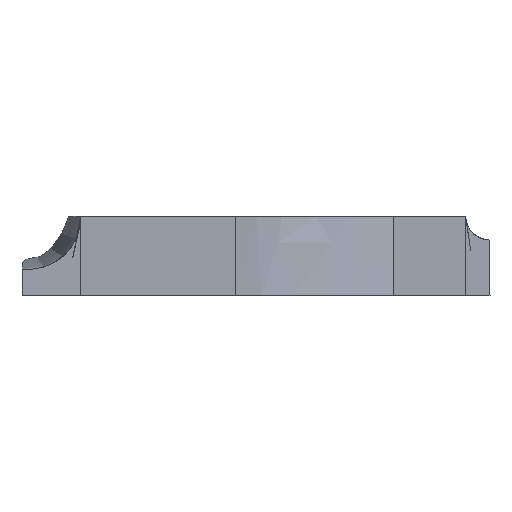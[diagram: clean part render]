
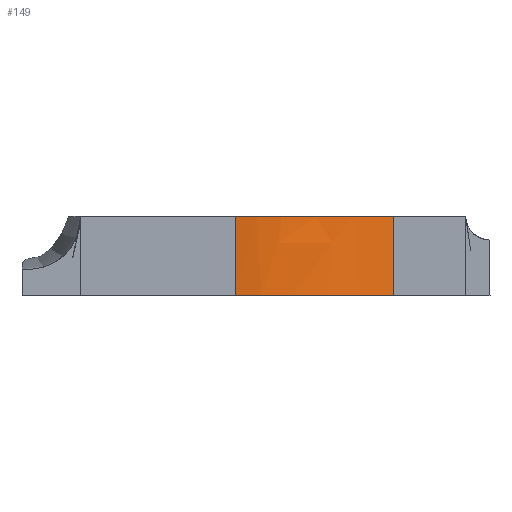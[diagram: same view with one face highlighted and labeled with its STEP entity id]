
A CAD part, left-side view. The second image highlights one B-rep face of the part: STEP entity #149.
In plain terms, the highlighted free-form (B-spline) face has degree [3, 3] with [6, 6] control points.
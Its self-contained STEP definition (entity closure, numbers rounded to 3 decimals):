
#149=ADVANCED_FACE('',(#160),#526,.T.);
#160=FACE_OUTER_BOUND('',#171,.T.);
#171=EDGE_LOOP('',(#203,#204,#205,#206));
#203=ORIENTED_EDGE('',*,*,#379,.T.);
#204=ORIENTED_EDGE('',*,*,#380,.T.);
#205=ORIENTED_EDGE('',*,*,#381,.T.);
#206=ORIENTED_EDGE('',*,*,#382,.T.);
#247=PCURVE('',#526,#291);
#248=PCURVE('',#526,#292);
#249=PCURVE('',#526,#293);
#250=PCURVE('',#526,#294);
#291=DEFINITIONAL_REPRESENTATION('',(#444),#3363);
#292=DEFINITIONAL_REPRESENTATION('',(#446),#3363);
#293=DEFINITIONAL_REPRESENTATION('',(#448),#3363);
#294=DEFINITIONAL_REPRESENTATION('',(#450),#3363);
#335=SURFACE_CURVE('',#443,(#247),.PCURVE_S1.);
#336=SURFACE_CURVE('',#445,(#248),.PCURVE_S1.);
#337=SURFACE_CURVE('',#447,(#249),.PCURVE_S1.);
#338=SURFACE_CURVE('',#449,(#250),.PCURVE_S1.);
#379=EDGE_CURVE('',#503,#506,#335,.T.);
#380=EDGE_CURVE('',#506,#505,#336,.T.);
#381=EDGE_CURVE('',#505,#504,#337,.T.);
#382=EDGE_CURVE('',#504,#503,#338,.T.);
#443=B_SPLINE_CURVE_WITH_KNOTS('',3,(#2358,#2359,#2360,#2361,#2362,#2363),
 .UNSPECIFIED.,.F.,.F.,(4,1,1,4),(0.,24.463,48.926,
73.389),.UNSPECIFIED.);
#444=B_SPLINE_CURVE_WITH_KNOTS('',1,(#2364,#2365),.UNSPECIFIED.,.F.,.F.,
(2,2),(0.,73.389),.UNSPECIFIED.);
#445=B_SPLINE_CURVE_WITH_KNOTS('',3,(#2366,#2367,#2368,#2369,#2370,#2371),
 .UNSPECIFIED.,.F.,.F.,(4,1,1,4),(0.,10.,20.,30.),
 .UNSPECIFIED.);
#446=B_SPLINE_CURVE_WITH_KNOTS('',1,(#2372,#2373),.UNSPECIFIED.,.F.,.F.,
(2,2),(0.,30.),.UNSPECIFIED.);
#447=B_SPLINE_CURVE_WITH_KNOTS('',3,(#2374,#2375,#2376,#2377,#2378,#2379),
 .UNSPECIFIED.,.F.,.F.,(4,1,1,4),(-73.389,-48.926,-24.463,
0.),.UNSPECIFIED.);
#448=B_SPLINE_CURVE_WITH_KNOTS('',1,(#2380,#2381),.UNSPECIFIED.,.F.,.F.,
(2,2),(-73.389,0.),.UNSPECIFIED.);
#449=B_SPLINE_CURVE_WITH_KNOTS('',3,(#2382,#2383,#2384,#2385,#2386,#2387),
 .UNSPECIFIED.,.F.,.F.,(4,1,1,4),(-30.,-20.,-10.,
0.),.UNSPECIFIED.);
#450=B_SPLINE_CURVE_WITH_KNOTS('',1,(#2388,#2389),.UNSPECIFIED.,.F.,.F.,
(2,2),(-30.,0.),.UNSPECIFIED.);
#503=VERTEX_POINT('',#2354);
#504=VERTEX_POINT('',#2355);
#505=VERTEX_POINT('',#2356);
#506=VERTEX_POINT('',#2357);
#526=B_SPLINE_SURFACE_WITH_KNOTS('',3,3,((#2318,#2319,#2320,#2321,#2322,
#2323),(#2324,#2325,#2326,#2327,#2328,#2329),(#2330,#2331,#2332,#2333,#2334,
#2335),(#2336,#2337,#2338,#2339,#2340,#2341),(#2342,#2343,#2344,#2345,#2346,
#2347),(#2348,#2349,#2350,#2351,#2352,#2353)),.UNSPECIFIED.,.F.,.F.,.F.,
(4,1,1,4),(4,1,1,4),(0.,24.463,48.926,73.389),
(0.,10.,20.,30.),.UNSPECIFIED.);
#2318=CARTESIAN_POINT('',(-60.604,89.634,-30.));
#2319=CARTESIAN_POINT('',(-60.604,89.634,-26.667));
#2320=CARTESIAN_POINT('',(-60.604,89.634,-20.));
#2321=CARTESIAN_POINT('',(-60.604,89.634,-10.));
#2322=CARTESIAN_POINT('',(-60.604,89.634,-3.334));
#2323=CARTESIAN_POINT('',(-60.604,89.634,-0.001));
#2324=CARTESIAN_POINT('',(-53.915,85.007,-30.));
#2325=CARTESIAN_POINT('',(-53.915,85.007,-26.667));
#2326=CARTESIAN_POINT('',(-53.915,85.007,-20.));
#2327=CARTESIAN_POINT('',(-53.916,85.006,-10.));
#2328=CARTESIAN_POINT('',(-53.916,85.006,-3.334));
#2329=CARTESIAN_POINT('',(-53.916,85.006,-0.001));
#2330=CARTESIAN_POINT('',(-41.651,74.01,-30.));
#2331=CARTESIAN_POINT('',(-41.652,74.01,-26.667));
#2332=CARTESIAN_POINT('',(-41.653,74.009,-20.));
#2333=CARTESIAN_POINT('',(-41.655,74.007,-10.));
#2334=CARTESIAN_POINT('',(-41.656,74.006,-3.334));
#2335=CARTESIAN_POINT('',(-41.656,74.006,0.));
#2336=CARTESIAN_POINT('',(-27.992,53.507,-30.));
#2337=CARTESIAN_POINT('',(-27.993,53.507,-26.667));
#2338=CARTESIAN_POINT('',(-27.995,53.506,-20.));
#2339=CARTESIAN_POINT('',(-27.997,53.505,-10.));
#2340=CARTESIAN_POINT('',(-27.999,53.504,-3.333));
#2341=CARTESIAN_POINT('',(-28.,53.504,0.));
#2342=CARTESIAN_POINT('',(-22.569,37.954,-30.));
#2343=CARTESIAN_POINT('',(-22.569,37.954,-26.667));
#2344=CARTESIAN_POINT('',(-22.57,37.954,-20.));
#2345=CARTESIAN_POINT('',(-22.571,37.954,-10.));
#2346=CARTESIAN_POINT('',(-22.572,37.953,-3.333));
#2347=CARTESIAN_POINT('',(-22.573,37.953,0.));
#2348=CARTESIAN_POINT('',(-20.876,30.,-30.));
#2349=CARTESIAN_POINT('',(-20.876,30.,-26.667));
#2350=CARTESIAN_POINT('',(-20.876,30.,-20.));
#2351=CARTESIAN_POINT('',(-20.876,30.,-10.));
#2352=CARTESIAN_POINT('',(-20.876,30.,-3.333));
#2353=CARTESIAN_POINT('',(-20.876,30.,0.));
#2354=CARTESIAN_POINT('',(-60.604,89.634,-30.));
#2355=CARTESIAN_POINT('',(-60.604,89.634,-0.001));
#2356=CARTESIAN_POINT('',(-20.876,30.,0.));
#2357=CARTESIAN_POINT('',(-20.876,30.,-30.));
#2358=CARTESIAN_POINT('',(-60.604,89.634,-30.));
#2359=CARTESIAN_POINT('',(-53.915,85.007,-30.));
#2360=CARTESIAN_POINT('',(-41.651,74.01,-30.));
#2361=CARTESIAN_POINT('',(-27.992,53.507,-30.));
#2362=CARTESIAN_POINT('',(-22.569,37.954,-30.));
#2363=CARTESIAN_POINT('',(-20.876,30.,-30.));
#2364=CARTESIAN_POINT('',(0.,0.));
#2365=CARTESIAN_POINT('',(73.389,0.));
#2366=CARTESIAN_POINT('',(-20.876,30.,-30.));
#2367=CARTESIAN_POINT('',(-20.876,30.,-26.667));
#2368=CARTESIAN_POINT('',(-20.876,30.,-20.));
#2369=CARTESIAN_POINT('',(-20.876,30.,-10.));
#2370=CARTESIAN_POINT('',(-20.876,30.,-3.333));
#2371=CARTESIAN_POINT('',(-20.876,30.,0.));
#2372=CARTESIAN_POINT('',(73.389,0.));
#2373=CARTESIAN_POINT('',(73.389,30.));
#2374=CARTESIAN_POINT('',(-20.876,30.,0.));
#2375=CARTESIAN_POINT('',(-22.573,37.953,0.));
#2376=CARTESIAN_POINT('',(-28.,53.504,0.));
#2377=CARTESIAN_POINT('',(-41.656,74.006,0.));
#2378=CARTESIAN_POINT('',(-53.916,85.006,-0.001));
#2379=CARTESIAN_POINT('',(-60.604,89.634,-0.001));
#2380=CARTESIAN_POINT('',(73.389,30.));
#2381=CARTESIAN_POINT('',(0.,30.));
#2382=CARTESIAN_POINT('',(-60.604,89.634,-0.001));
#2383=CARTESIAN_POINT('',(-60.604,89.634,-3.334));
#2384=CARTESIAN_POINT('',(-60.604,89.634,-10.));
#2385=CARTESIAN_POINT('',(-60.604,89.634,-20.));
#2386=CARTESIAN_POINT('',(-60.604,89.634,-26.667));
#2387=CARTESIAN_POINT('',(-60.604,89.634,-30.));
#2388=CARTESIAN_POINT('',(0.,30.));
#2389=CARTESIAN_POINT('',(0.,0.));
#3363=(
GEOMETRIC_REPRESENTATION_CONTEXT(2)
PARAMETRIC_REPRESENTATION_CONTEXT()
REPRESENTATION_CONTEXT('pspace','')
);
